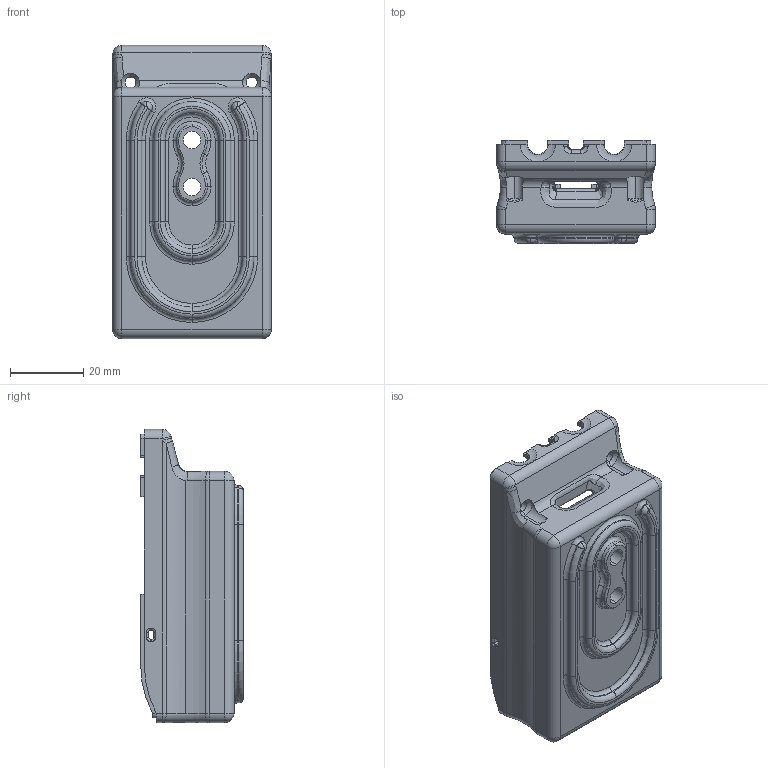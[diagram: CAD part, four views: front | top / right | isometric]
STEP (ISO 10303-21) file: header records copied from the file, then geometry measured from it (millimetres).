
FILE_DESCRIPTION (( 'STEP AP203' ), '1' );
FILE_NAME ('7146_Tympan_Rev-E2_Bottom_Case.STEP', '2021-06-23T20:40:16', ( '' ), ( '' ), 'SwSTEP 2.0', 'SolidWorks 2018', '' );
FILE_SCHEMA (( 'CONFIG_CONTROL_DESIGN' ));
Length unit declared in the file: inch
Products named in the file (1): 7146_Tympan_Rev-E2_Bottom_Case
Bounding box: 43.24 x 27.99 x 79.8 mm (x, y, z)
Volume: 15959.7 mm3; surface area: 17507.8 mm2
Topology: 1 solids, 1 shells, 538 faces, 1407 edges, 853 vertices
Faces by surface type: cylinder 179, plane 155, torus 98, bspline 74, cone 20, sphere 12
Entity records: 23866 total; most frequent: CARTESIAN_POINT 10947, ORIENTED_EDGE 2790, DIRECTION 2681, EDGE_CURVE 1395, AXIS2_PLACEMENT_3D 1037, VERTEX_POINT 853, LINE 607, VECTOR 607
